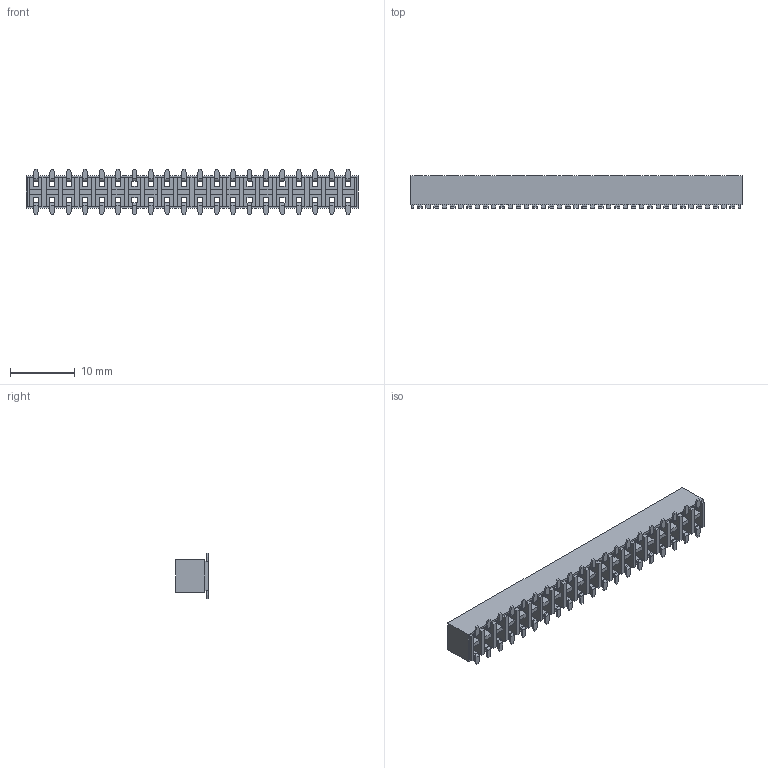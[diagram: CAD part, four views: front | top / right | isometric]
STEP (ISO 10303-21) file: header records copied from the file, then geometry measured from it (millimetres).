
FILE_DESCRIPTION (( 'STEP AP203' ), '1' );
FILE_NAME ('BG120-40-X-1-X-X_revD.STEP', '2015-08-21T09:46:26', ( '' ), ( '' ), 'SwSTEP 2.0', 'SolidWorks 2010', '' );
FILE_SCHEMA (( 'CONFIG_CONTROL_DESIGN' ));
Length unit declared in the file: millimetre
Products named in the file (3): BG120-40-X-1-X-X_revD; BG120-Contact; BG120-20way-Ins-w-post
Assembly tree (41 placements, depth 2):
  BG120-40-X-1-X-X_revD
    BG120-20way-Ins-w-post
    BG120-Contact  x40
Bounding box: 51.3 x 5 x 7 mm (x, y, z)
Volume: 602.9 mm3; surface area: 2523.2 mm2
Topology: 41 solids, 41 shells, 1051 faces, 2744 edges, 1776 vertices
Faces by surface type: plane 971, cylinder 80
Entity records: 19405 total; most frequent: CARTESIAN_POINT 3197, ORIENTED_EDGE 3148, DIRECTION 2832, EDGE_CURVE 1574, VECTOR 1570, LINE 1570, VERTEX_POINT 996, EDGE_LOOP 664
